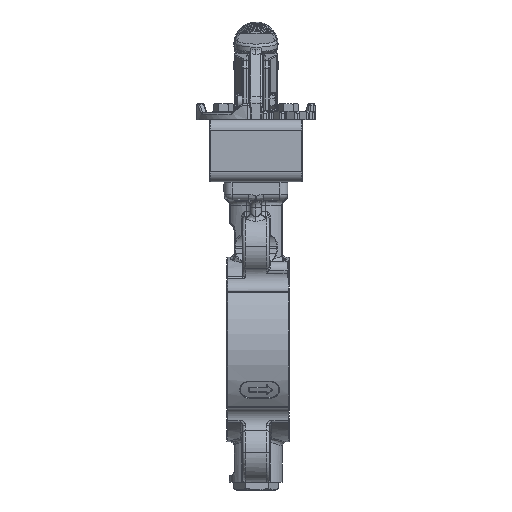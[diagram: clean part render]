
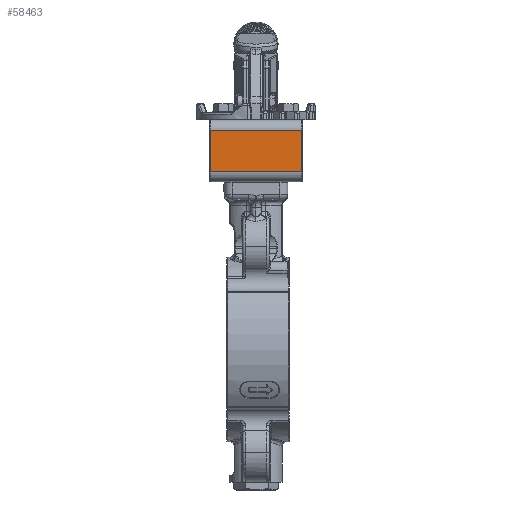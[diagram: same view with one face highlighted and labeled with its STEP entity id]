
A CAD part, left-side view. The second image highlights one B-rep face of the part: STEP entity #58463.
In plain terms, the highlighted planar face has unit normal (-1, 0, 0).
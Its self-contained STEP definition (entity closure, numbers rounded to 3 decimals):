
#58194=CARTESIAN_POINT('',(-56.,-34.612,134.5));
#58195=VERTEX_POINT('',#58194);
#58203=CARTESIAN_POINT('',(-56.,34.612,134.5));
#58204=VERTEX_POINT('',#58203);
#58205=CARTESIAN_POINT('',(-56.,-34.612,134.5));
#58206=DIRECTION('',(0.,1.,-0.));
#58207=VECTOR('',#58206,69.224);
#58208=LINE('',#58205,#58207);
#58209=EDGE_CURVE('',#58195,#58204,#58208,.T.);
#58433=CARTESIAN_POINT('',(-56.,-35.,126.5));
#58434=DIRECTION('',(1.,0.,0.));
#58435=DIRECTION('',(0.,1.,-0.));
#58436=AXIS2_PLACEMENT_3D('',#58433,#58434,#58435);
#58437=PLANE('',#58436);
#58438=ORIENTED_EDGE('',*,*,#58209,.F.);
#58439=CARTESIAN_POINT('',(-56.,-34.612,165.5));
#58440=VERTEX_POINT('',#58439);
#58441=CARTESIAN_POINT('',(-56.,-34.612,134.5));
#58442=DIRECTION('',(-0.,0.,1.));
#58443=VECTOR('',#58442,31.);
#58444=LINE('',#58441,#58443);
#58445=EDGE_CURVE('',#58195,#58440,#58444,.T.);
#58446=ORIENTED_EDGE('',*,*,#58445,.T.);
#58447=CARTESIAN_POINT('',(-56.,34.612,165.5));
#58448=VERTEX_POINT('',#58447);
#58449=CARTESIAN_POINT('',(-56.,-34.612,165.5));
#58450=DIRECTION('',(0.,1.,-0.));
#58451=VECTOR('',#58450,69.224);
#58452=LINE('',#58449,#58451);
#58453=EDGE_CURVE('',#58440,#58448,#58452,.T.);
#58454=ORIENTED_EDGE('',*,*,#58453,.T.);
#58455=CARTESIAN_POINT('',(-56.,34.612,165.5));
#58456=DIRECTION('',(0.,-0.,-1.));
#58457=VECTOR('',#58456,31.);
#58458=LINE('',#58455,#58457);
#58459=EDGE_CURVE('',#58448,#58204,#58458,.T.);
#58460=ORIENTED_EDGE('',*,*,#58459,.T.);
#58461=EDGE_LOOP('',(#58438,#58446,#58454,#58460));
#58462=FACE_BOUND('',#58461,.T.);
#58463=ADVANCED_FACE('NONE',(#58462),#58437,.F.);
